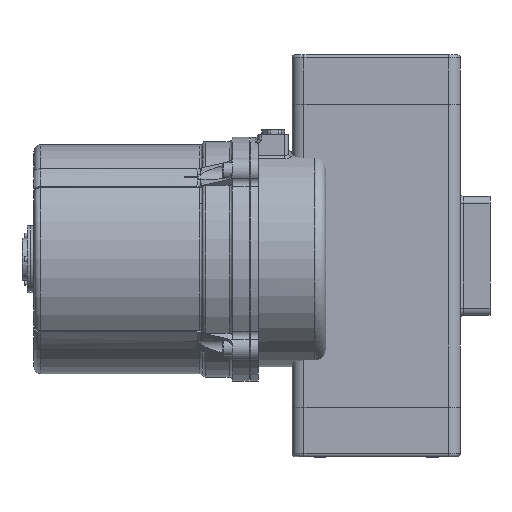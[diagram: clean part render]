
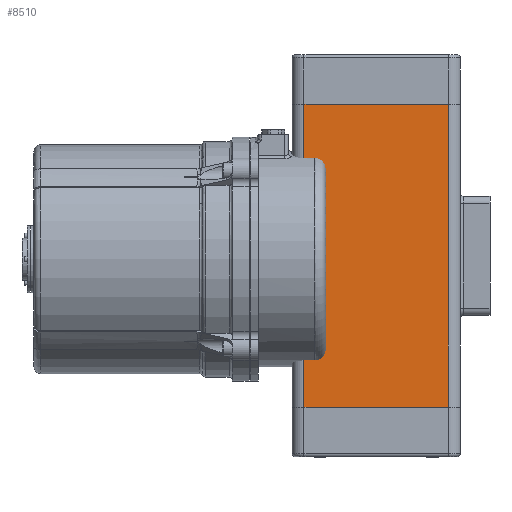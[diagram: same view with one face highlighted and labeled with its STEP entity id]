
A CAD part, left-side view. The second image highlights one B-rep face of the part: STEP entity #8510.
In plain terms, the highlighted planar face has unit normal (-1, 0, 0).
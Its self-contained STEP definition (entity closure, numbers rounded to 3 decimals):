
#716=PLANE('',#9493);
#1147=FACE_OUTER_BOUND('',#1680,.T.);
#1680=EDGE_LOOP('',(#7122,#7123,#7124,#7125));
#2222=LINE('',#16312,#2744);
#2225=LINE('',#16324,#2747);
#2227=LINE('',#16330,#2749);
#2236=LINE('',#16365,#2758);
#2744=VECTOR('',#11433,10.);
#2747=VECTOR('',#11446,10.);
#2749=VECTOR('',#11452,10.);
#2758=VECTOR('',#11499,10.);
#3880=VERTEX_POINT('',#16309);
#3881=VERTEX_POINT('',#16311);
#3885=VERTEX_POINT('',#16322);
#3886=VERTEX_POINT('',#16326);
#4975=EDGE_CURVE('',#3880,#3881,#2222,.T.);
#4981=EDGE_CURVE('',#3885,#3880,#2225,.T.);
#4984=EDGE_CURVE('',#3881,#3886,#2227,.T.);
#4999=EDGE_CURVE('',#3886,#3885,#2236,.T.);
#7122=ORIENTED_EDGE('',*,*,#4981,.F.);
#7123=ORIENTED_EDGE('',*,*,#4999,.F.);
#7124=ORIENTED_EDGE('',*,*,#4984,.F.);
#7125=ORIENTED_EDGE('',*,*,#4975,.F.);
#8510=ADVANCED_FACE('',(#1147),#716,.T.);
#9493=AXIS2_PLACEMENT_3D('',#16364,#11497,#11498);
#11433=DIRECTION('',(0.,1.,0.));
#11446=DIRECTION('',(0.,0.,-1.));
#11452=DIRECTION('',(0.,0.,1.));
#11497=DIRECTION('center_axis',(-1.,0.,0.));
#11498=DIRECTION('ref_axis',(0.,-1.,0.));
#11499=DIRECTION('',(0.,-1.,0.));
#16309=CARTESIAN_POINT('',(-85.,-73.,-153.));
#16311=CARTESIAN_POINT('',(-85.,73.,-153.));
#16312=CARTESIAN_POINT('',(-85.,85.,-153.));
#16322=CARTESIAN_POINT('',(-85.,-73.,153.));
#16324=CARTESIAN_POINT('',(-85.,-73.,0.));
#16326=CARTESIAN_POINT('',(-85.,73.,153.));
#16330=CARTESIAN_POINT('',(-85.,73.,0.));
#16364=CARTESIAN_POINT('Origin',(-85.,85.,0.));
#16365=CARTESIAN_POINT('',(-85.,85.,153.));
